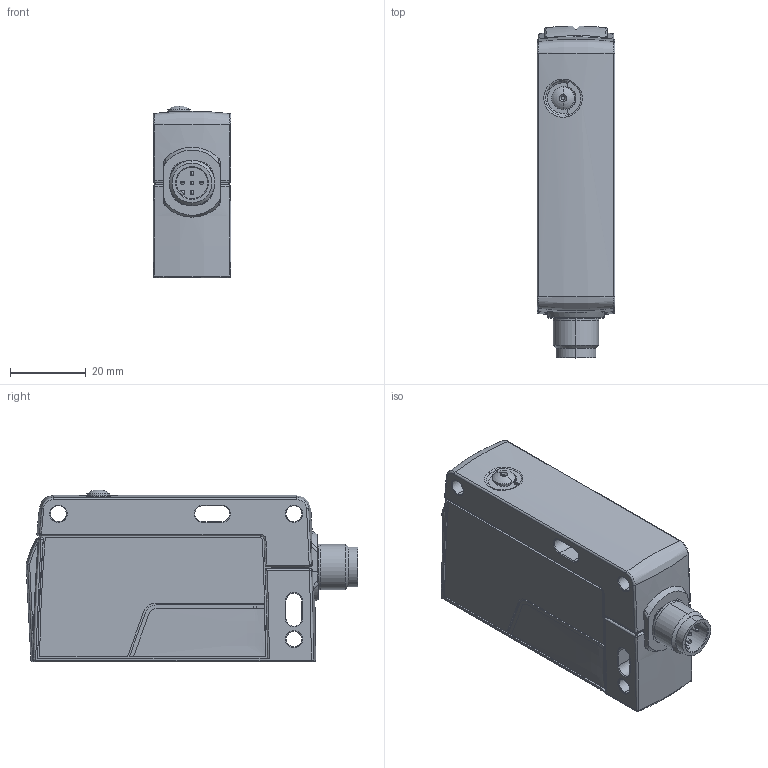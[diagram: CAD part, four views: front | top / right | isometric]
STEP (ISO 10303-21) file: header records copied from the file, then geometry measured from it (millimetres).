
FILE_DESCRIPTION((''),'2;1');
FILE_NAME('215556_ASM','2020-01-02T13:24:23',('PDMAdmin'),('BANNER ENGINEERING'),'CREO PARAMETRIC BY PTC INC, 2019292','CREO PARAMETRIC BY PTC INC, 2019292','');
FILE_SCHEMA(('CONFIG_CONTROL_DESIGN'));
Length unit declared in the file: millimetre
Products named in the file (2): 808852; 215556_ASM
Assembly tree (1 placements, depth 2):
  215556_ASM
    808852
Bounding box: 20.5 x 87.38 x 45.26 mm (x, y, z)
Volume: 63279 mm3; surface area: 14038.9 mm2
Topology: 1 solids, 5 shells, 387 faces, 959 edges, 568 vertices
Faces by surface type: cylinder 124, plane 109, bspline 51, torus 50, sphere 33, cone 20
Entity records: 13311 total; most frequent: CARTESIAN_POINT 4638, ORIENTED_EDGE 1856, DIRECTION 1736, EDGE_CURVE 928, AXIS2_PLACEMENT_3D 710, VERTEX_POINT 568, EDGE_LOOP 414, FACE_OUTER_BOUND 387
